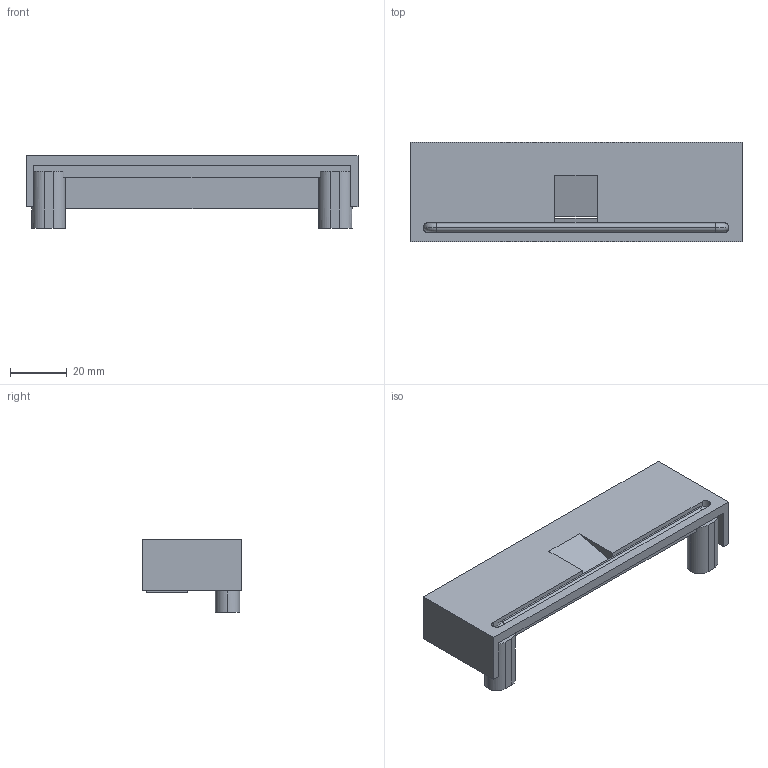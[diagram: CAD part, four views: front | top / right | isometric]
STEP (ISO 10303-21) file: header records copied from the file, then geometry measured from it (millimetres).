
FILE_DESCRIPTION (( 'STEP AP214' ), '1' );
FILE_NAME ('7407941_KSTP1.stp', '2018-08-28T08:23:46', ( '' ), ( '' ), 'SwSTEP 2.0', 'SolidWorks 2016', '' );
FILE_SCHEMA (( 'AUTOMOTIVE_DESIGN' ));
Length unit declared in the file: millimetre
Products named in the file (4): 088465_Standard; 091380_Standard; 088643_Standard; 7407941_KSTP1
Assembly tree (3 placements, depth 2):
  7407941_KSTP1
    088465_Standard
    088643_Standard
    091380_Standard
Bounding box: 116.5 x 35 x 25.5 mm (x, y, z)
Volume: 44296 mm3; surface area: 23657 mm2
Topology: 3 solids, 3 shells, 85 faces, 239 edges, 156 vertices
Faces by surface type: plane 57, cylinder 24, torus 4
Entity records: 2926 total; most frequent: DIRECTION 489, CARTESIAN_POINT 486, ORIENTED_EDGE 478, EDGE_CURVE 239, LINE 171, VECTOR 171, AXIS2_PLACEMENT_3D 159, VERTEX_POINT 156
